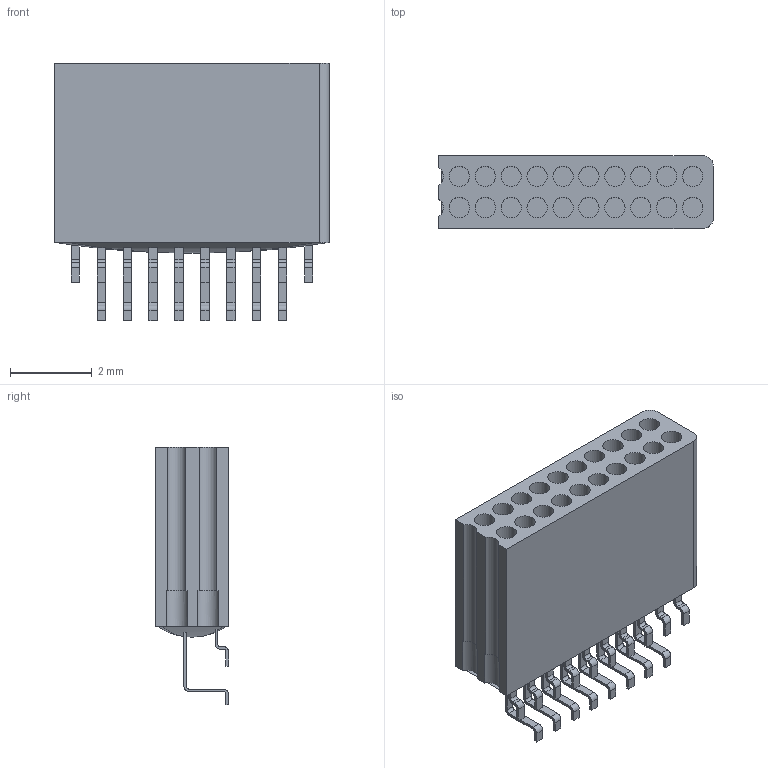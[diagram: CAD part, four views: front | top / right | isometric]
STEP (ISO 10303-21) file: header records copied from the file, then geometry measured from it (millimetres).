
FILE_DESCRIPTION(/* description */ ('STEP AP214'),/* implementation_level */ '2;1');
FILE_NAME(/* name */ 'A79040-001.stp',/* time_stamp */ '2025-04-08T12:11:27-07:00',/* author */ ('keesc'),/* organization */ (''),/* preprocessor_version */ 'ST-DEVELOPER v19.2',/* originating_system */ 'Autodesk Inventor 2024',/* authorisation */ '');
FILE_SCHEMA (('AUTOMOTIVE_DESIGN { 1 0 10303 214 3 1 1 }'));
Length unit declared in the file: inch
Products named in the file (1): A79040-001
Bounding box: 6.73 x 1.79 x 6.3 mm (x, y, z)
Volume: 35.7 mm3; surface area: 260.1 mm2
Topology: 1 solids, 1 shells, 405 faces, 1030 edges, 681 vertices
Faces by surface type: plane 263, cylinder 122, bspline 20
Full cylindrical faces by diameter (mm): 0.498 x20, 0.571 x20
Entity records: 12677 total; most frequent: CARTESIAN_POINT 2747, ORIENTED_EDGE 2052, DIRECTION 2012, EDGE_CURVE 1026, LINE 692, VECTOR 692, VERTEX_POINT 681, AXIS2_PLACEMENT_3D 660
